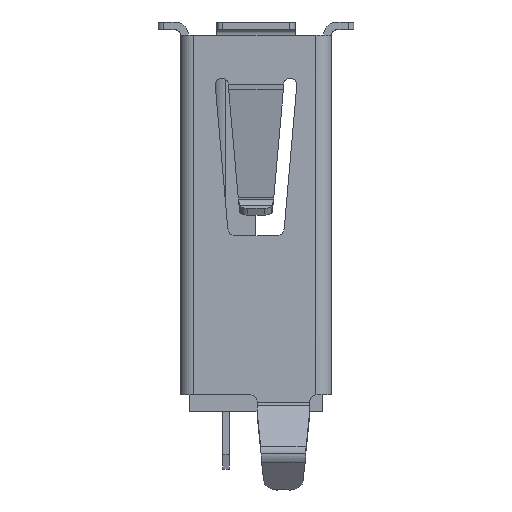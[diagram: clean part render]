
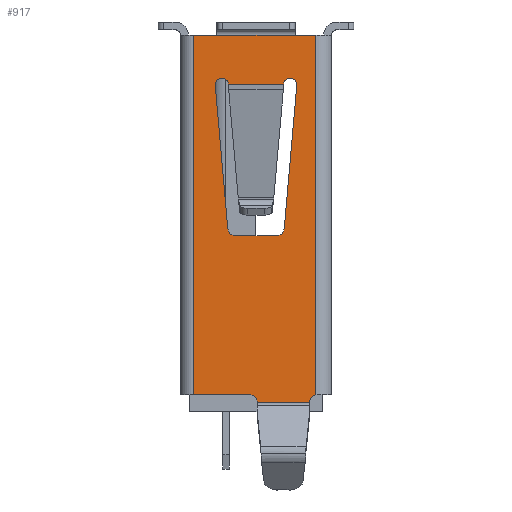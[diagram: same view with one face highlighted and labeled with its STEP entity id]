
A CAD part, left-side view. The second image highlights one B-rep face of the part: STEP entity #917.
In plain terms, the highlighted planar face has unit normal (-1, 0, 0).
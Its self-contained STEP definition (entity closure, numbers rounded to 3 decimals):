
#917=ADVANCED_FACE('NONE',(#2203,#2204),#2205,.F.);
#2203=FACE_OUTER_BOUND('',#3905,.T.);
#2204=FACE_BOUND('',#3906,.T.);
#2205=PLANE('',#3907);
#3905=EDGE_LOOP('',(#7191,#7192,#7193,#7194,#7195,#7196,#7197,#7198,#7199));
#3906=EDGE_LOOP('',(#7200,#7201,#7202,#7203,#7204,#7205,#7206,#7207,#7208,#7209));
#3907=AXIS2_PLACEMENT_3D('',#7210,#7211,#7212);
#7191=ORIENTED_EDGE('',*,*,#11180,.F.);
#7192=ORIENTED_EDGE('',*,*,#11094,.T.);
#7193=ORIENTED_EDGE('',*,*,#11181,.F.);
#7194=ORIENTED_EDGE('',*,*,#10916,.T.);
#7195=ORIENTED_EDGE('',*,*,#11040,.F.);
#7196=ORIENTED_EDGE('',*,*,#10966,.T.);
#7197=ORIENTED_EDGE('',*,*,#11107,.T.);
#7198=ORIENTED_EDGE('',*,*,#11182,.F.);
#7199=ORIENTED_EDGE('',*,*,#11114,.T.);
#7200=ORIENTED_EDGE('',*,*,#11183,.F.);
#7201=ORIENTED_EDGE('',*,*,#10807,.T.);
#7202=ORIENTED_EDGE('',*,*,#11071,.T.);
#7203=ORIENTED_EDGE('',*,*,#11073,.F.);
#7204=ORIENTED_EDGE('',*,*,#11077,.T.);
#7205=ORIENTED_EDGE('',*,*,#11079,.F.);
#7206=ORIENTED_EDGE('',*,*,#11083,.T.);
#7207=ORIENTED_EDGE('',*,*,#11085,.F.);
#7208=ORIENTED_EDGE('',*,*,#11088,.T.);
#7209=ORIENTED_EDGE('',*,*,#10804,.T.);
#7210=CARTESIAN_POINT('',(-6.5,-11.64,7.747));
#7211=DIRECTION('',(1.0,0.,0.));
#7212=DIRECTION('',(0.0,1.0,0.));
#10804=EDGE_CURVE('NONE',#12897,#12901,#12903,.T.);
#10807=EDGE_CURVE('NONE',#12908,#12905,#12909,.T.);
#10916=EDGE_CURVE('NONE',#13082,#13080,#13083,.T.);
#10966=EDGE_CURVE('NONE',#13157,#13155,#13158,.T.);
#11040=EDGE_CURVE('NONE',#13157,#13080,#13271,.T.);
#11071=EDGE_CURVE('NONE',#12905,#13309,#13311,.T.);
#11073=EDGE_CURVE('NONE',#13313,#13309,#13314,.T.);
#11077=EDGE_CURVE('NONE',#13313,#13317,#13319,.T.);
#11079=EDGE_CURVE('NONE',#13321,#13317,#13322,.T.);
#11083=EDGE_CURVE('NONE',#13321,#13325,#13327,.T.);
#11085=EDGE_CURVE('NONE',#13329,#13325,#13330,.T.);
#11088=EDGE_CURVE('NONE',#13329,#12897,#13333,.T.);
#11094=EDGE_CURVE('NONE',#13341,#13342,#13343,.T.);
#11107=EDGE_CURVE('NONE',#13155,#13361,#13363,.T.);
#11114=EDGE_CURVE('NONE',#13373,#13371,#13374,.T.);
#11180=EDGE_CURVE('NONE',#13341,#13371,#13467,.T.);
#11181=EDGE_CURVE('NONE',#13082,#13342,#13468,.T.);
#11182=EDGE_CURVE('NONE',#13373,#13361,#13469,.T.);
#11183=EDGE_CURVE('NONE',#12908,#12901,#13470,.T.);
#12897=VERTEX_POINT('',#15986);
#12901=VERTEX_POINT('NONE',#15991);
#12903=CIRCLE('',#15994,0.25);
#12905=VERTEX_POINT('',#15996);
#12908=VERTEX_POINT('NONE',#16000);
#12909=CIRCLE('',#16001,0.25);
#13080=VERTEX_POINT('NONE',#16233);
#13082=VERTEX_POINT('NONE',#16235);
#13083=LINE('',#16236,#16237);
#13155=VERTEX_POINT('NONE',#16335);
#13157=VERTEX_POINT('NONE',#16338);
#13158=LINE('',#16339,#16340);
#13271=LINE('',#16504,#16505);
#13309=VERTEX_POINT('NONE',#16569);
#13311=CIRCLE('',#16572,0.25);
#13313=VERTEX_POINT('NONE',#16574);
#13314=LINE('',#16575,#16576);
#13317=VERTEX_POINT('NONE',#16580);
#13319=CIRCLE('',#16583,0.3);
#13321=VERTEX_POINT('NONE',#16585);
#13322=LINE('',#16586,#16587);
#13325=VERTEX_POINT('NONE',#16591);
#13327=CIRCLE('',#16594,0.3);
#13329=VERTEX_POINT('NONE',#16596);
#13330=LINE('',#16597,#16598);
#13333=CIRCLE('',#16602,0.25);
#13341=VERTEX_POINT('NONE',#16617);
#13342=VERTEX_POINT('NONE',#16618);
#13343=LINE('',#16619,#16620);
#13361=VERTEX_POINT('NONE',#16643);
#13363=CIRCLE('',#16646,0.3);
#13371=VERTEX_POINT('NONE',#16655);
#13373=VERTEX_POINT('NONE',#16658);
#13374=CIRCLE('',#16659,0.3);
#13467=LINE('',#16802,#16803);
#13468=LINE('',#16804,#16805);
#13469=LINE('',#16806,#16807);
#13470=LINE('',#16808,#16809);
#15986=CARTESIAN_POINT('',(-6.5,-0.985,6.4));
#15991=CARTESIAN_POINT('',(-6.5,-1.484,6.422));
#15994=AXIS2_PLACEMENT_3D('',#19755,#19756,#19757);
#15996=CARTESIAN_POINT('',(-6.5,-4.115,6.4));
#16000=CARTESIAN_POINT('',(-6.5,-3.616,6.422));
#16001=AXIS2_PLACEMENT_3D('',#19759,#19760,#19761);
#16233=CARTESIAN_POINT('',(-6.5,-0.15,8.3));
#16235=CARTESIAN_POINT('',(-6.5,-1.05,8.3));
#16236=CARTESIAN_POINT('',(-6.5,-11.84,8.3));
#16237=VECTOR('',#19907,1000.0);
#16335=CARTESIAN_POINT('',(-6.5,-2.3,-5.5));
#16338=CARTESIAN_POINT('',(-6.5,-0.15,-5.5));
#16339=CARTESIAN_POINT('',(-6.5,-2.3,-5.5));
#16340=VECTOR('',#19965,1000.0);
#16504=CARTESIAN_POINT('',(-6.5,-0.15,-12.433));
#16505=VECTOR('',#20056,1000.0);
#16569=CARTESIAN_POINT('',(-6.5,-4.114,6.378));
#16572=AXIS2_PLACEMENT_3D('',#20072,#20073,#20074);
#16574=CARTESIAN_POINT('',(-6.5,-3.632,0.874));
#16575=CARTESIAN_POINT('',(-6.5,-3.632,0.874));
#16576=VECTOR('',#20075,1000.0);
#16580=CARTESIAN_POINT('',(-6.5,-3.333,0.6));
#16583=AXIS2_PLACEMENT_3D('',#20078,#20079,#20080);
#16585=CARTESIAN_POINT('',(-6.5,-1.767,0.6));
#16586=CARTESIAN_POINT('',(-6.5,-3.333,0.6));
#16587=VECTOR('',#20081,1000.0);
#16591=CARTESIAN_POINT('',(-6.5,-1.468,0.874));
#16594=AXIS2_PLACEMENT_3D('',#20084,#20085,#20086);
#16596=CARTESIAN_POINT('',(-6.5,-0.986,6.378));
#16597=CARTESIAN_POINT('',(-6.5,-1.468,0.874));
#16598=VECTOR('',#20087,1000.0);
#16602=AXIS2_PLACEMENT_3D('',#20089,#20090,#20091);
#16617=CARTESIAN_POINT('',(-6.5,-4.85,8.3));
#16618=CARTESIAN_POINT('',(-6.5,-4.05,8.3));
#16619=CARTESIAN_POINT('',(-6.5,-11.84,8.3));
#16620=VECTOR('',#20093,1000.0);
#16643=CARTESIAN_POINT('',(-6.5,-2.6,-5.8));
#16646=AXIS2_PLACEMENT_3D('',#20112,#20113,#20114);
#16655=CARTESIAN_POINT('',(-6.5,-4.85,-5.504));
#16658=CARTESIAN_POINT('',(-6.5,-4.6,-5.8));
#16659=AXIS2_PLACEMENT_3D('',#20123,#20124,#20125);
#16802=CARTESIAN_POINT('',(-6.5,-4.85,7.747));
#16803=VECTOR('',#20200,1000.0);
#16804=CARTESIAN_POINT('',(-6.5,-11.64,8.3));
#16805=VECTOR('',#20201,1000.0);
#16806=CARTESIAN_POINT('',(-6.5,-11.64,-5.8));
#16807=VECTOR('',#20202,1000.0);
#16808=CARTESIAN_POINT('',(-6.5,-11.64,6.422));
#16809=VECTOR('',#20203,1000.0);
#19755=CARTESIAN_POINT('',(-6.5,-1.235,6.4));
#19756=DIRECTION('',(1.0,0.,0.));
#19757=DIRECTION('',(0.,1.0,0.));
#19759=CARTESIAN_POINT('',(-6.5,-3.865,6.4));
#19760=DIRECTION('',(1.0,0.,0.));
#19761=DIRECTION('',(0.,1.0,0.));
#19907=DIRECTION('',(0.,1.0,0.));
#19965=DIRECTION('',(0.0,-1.0,0.));
#20056=DIRECTION('',(0.,0.0,1.0));
#20072=CARTESIAN_POINT('',(-6.5,-3.865,6.4));
#20073=DIRECTION('',(1.0,0.,0.));
#20074=DIRECTION('',(0.,1.0,0.));
#20075=DIRECTION('',(0.0,-0.087,0.996));
#20078=CARTESIAN_POINT('',(-6.5,-3.333,0.9));
#20079=DIRECTION('',(1.0,0.,0.));
#20080=DIRECTION('',(0.,1.0,0.0));
#20081=DIRECTION('',(0.,-1.0,0.));
#20084=CARTESIAN_POINT('',(-6.5,-1.767,0.9));
#20085=DIRECTION('',(1.0,0.,0.));
#20086=DIRECTION('',(0.,1.0,0.0));
#20087=DIRECTION('',(0.0,-0.087,-0.996));
#20089=CARTESIAN_POINT('',(-6.5,-1.235,6.4));
#20090=DIRECTION('',(1.0,0.,0.));
#20091=DIRECTION('',(0.,1.0,0.));
#20093=DIRECTION('',(0.,1.0,0.));
#20112=CARTESIAN_POINT('',(-6.5,-2.3,-5.8));
#20113=DIRECTION('',(1.0,0.,0.));
#20114=DIRECTION('',(0.,1.0,0.0));
#20123=CARTESIAN_POINT('',(-6.5,-4.9,-5.8));
#20124=DIRECTION('',(1.0,0.,0.));
#20125=DIRECTION('',(0.,1.0,0.0));
#20200=DIRECTION('',(0.,0.,-1.0));
#20201=DIRECTION('',(0.,-1.0,-0.0));
#20202=DIRECTION('',(0.,1.0,0.0));
#20203=DIRECTION('',(0.,1.0,0.0));
